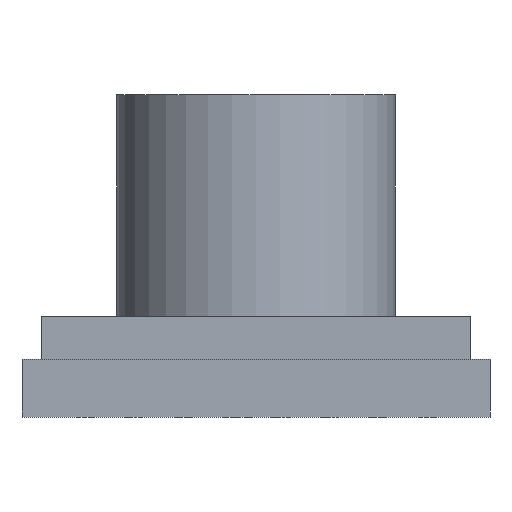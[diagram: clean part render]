
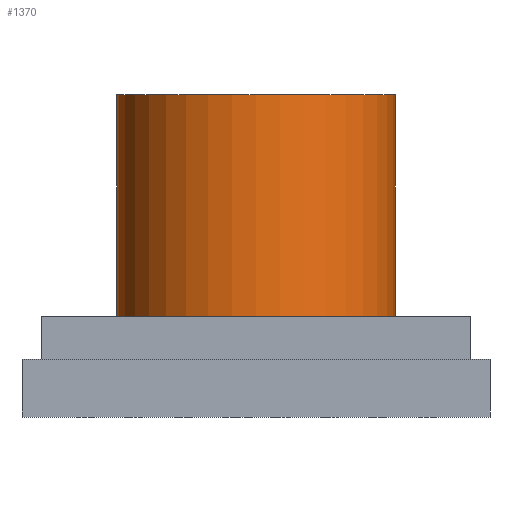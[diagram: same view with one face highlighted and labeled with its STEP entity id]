
A CAD part, front view. The second image highlights one B-rep face of the part: STEP entity #1370.
In plain terms, the highlighted cylindrical face has radius 7.25 mm (diameter 14.5 mm), a full revolution.
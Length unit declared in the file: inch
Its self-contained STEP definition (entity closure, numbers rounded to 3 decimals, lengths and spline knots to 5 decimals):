
#1174 = PLANE('',#1175);
#1175 = AXIS2_PLACEMENT_3D('',#1176,#1177,#1178);
#1176 = CARTESIAN_POINT('',(0.47885,1.02137,0.1378
    ));
#1177 = DIRECTION('',(0.,0.,1.));
#1178 = DIRECTION('',(0.,1.,0.));
#1342 = EDGE_CURVE('',#1343,#1343,#1345,.T.);
#1343 = VERTEX_POINT('',#1344);
#1344 = CARTESIAN_POINT('',(0.76457,1.02362,0.1378
    ));
#1345 = SURFACE_CURVE('',#1346,(#1351,#1358),.PCURVE_S1.);
#1346 = CIRCLE('',#1347,0.28543);
#1347 = AXIS2_PLACEMENT_3D('',#1348,#1349,#1350);
#1348 = CARTESIAN_POINT('',(0.47913,1.02362,0.1378
    ));
#1349 = DIRECTION('',(0.,0.,1.));
#1350 = DIRECTION('',(1.,0.,0.));
#1351 = PCURVE('',#1174,#1352);
#1352 = DEFINITIONAL_REPRESENTATION('',(#1353),#1357);
#1353 = CIRCLE('',#1354,0.28543);
#1354 = AXIS2_PLACEMENT_2D('',#1355,#1356);
#1355 = CARTESIAN_POINT('',(0.002,0.));
#1356 = DIRECTION('',(0.,-1.));
#1357 = ( GEOMETRIC_REPRESENTATION_CONTEXT(2) 
PARAMETRIC_REPRESENTATION_CONTEXT() REPRESENTATION_CONTEXT('2D SPACE',''
  ) );
#1358 = PCURVE('',#1359,#1364);
#1359 = CYLINDRICAL_SURFACE('',#1360,0.28543);
#1360 = AXIS2_PLACEMENT_3D('',#1361,#1362,#1363);
#1361 = CARTESIAN_POINT('',(0.47913,1.02362,0.1378
    ));
#1362 = DIRECTION('',(0.,0.,-1.));
#1363 = DIRECTION('',(1.,0.,0.));
#1364 = DEFINITIONAL_REPRESENTATION('',(#1365),#1369);
#1365 = LINE('',#1366,#1367);
#1366 = CARTESIAN_POINT('',(-0.,0.));
#1367 = VECTOR('',#1368,1.);
#1368 = DIRECTION('',(-1.,0.));
#1369 = ( GEOMETRIC_REPRESENTATION_CONTEXT(2) 
PARAMETRIC_REPRESENTATION_CONTEXT() REPRESENTATION_CONTEXT('2D SPACE',''
  ) );
#1370 = ADVANCED_FACE('',(#1371),#1359,.T.);
#1371 = FACE_BOUND('',#1372,.F.);
#1372 = EDGE_LOOP('',(#1373,#1396,#1423,#1424));
#1373 = ORIENTED_EDGE('',*,*,#1374,.T.);
#1374 = EDGE_CURVE('',#1343,#1375,#1377,.T.);
#1375 = VERTEX_POINT('',#1376);
#1376 = CARTESIAN_POINT('',(0.76457,1.02362,0.59055
    ));
#1377 = SEAM_CURVE('',#1378,(#1382,#1389),.PCURVE_S1.);
#1378 = LINE('',#1379,#1380);
#1379 = CARTESIAN_POINT('',(0.76457,1.02362,0.1378
    ));
#1380 = VECTOR('',#1381,0.03937);
#1381 = DIRECTION('',(0.,0.,1.));
#1382 = PCURVE('',#1359,#1383);
#1383 = DEFINITIONAL_REPRESENTATION('',(#1384),#1388);
#1384 = LINE('',#1385,#1386);
#1385 = CARTESIAN_POINT('',(-0.,0.));
#1386 = VECTOR('',#1387,1.);
#1387 = DIRECTION('',(-0.,-1.));
#1388 = ( GEOMETRIC_REPRESENTATION_CONTEXT(2) 
PARAMETRIC_REPRESENTATION_CONTEXT() REPRESENTATION_CONTEXT('2D SPACE',''
  ) );
#1389 = PCURVE('',#1359,#1390);
#1390 = DEFINITIONAL_REPRESENTATION('',(#1391),#1395);
#1391 = LINE('',#1392,#1393);
#1392 = CARTESIAN_POINT('',(-6.283,0.));
#1393 = VECTOR('',#1394,1.);
#1394 = DIRECTION('',(-0.,-1.));
#1395 = ( GEOMETRIC_REPRESENTATION_CONTEXT(2) 
PARAMETRIC_REPRESENTATION_CONTEXT() REPRESENTATION_CONTEXT('2D SPACE',''
  ) );
#1396 = ORIENTED_EDGE('',*,*,#1397,.T.);
#1397 = EDGE_CURVE('',#1375,#1375,#1398,.T.);
#1398 = SURFACE_CURVE('',#1399,(#1404,#1411),.PCURVE_S1.);
#1399 = CIRCLE('',#1400,0.28543);
#1400 = AXIS2_PLACEMENT_3D('',#1401,#1402,#1403);
#1401 = CARTESIAN_POINT('',(0.47913,1.02362,0.59055
    ));
#1402 = DIRECTION('',(0.,0.,1.));
#1403 = DIRECTION('',(1.,0.,0.));
#1404 = PCURVE('',#1359,#1405);
#1405 = DEFINITIONAL_REPRESENTATION('',(#1406),#1410);
#1406 = LINE('',#1407,#1408);
#1407 = CARTESIAN_POINT('',(-0.,-0.453));
#1408 = VECTOR('',#1409,1.);
#1409 = DIRECTION('',(-1.,0.));
#1410 = ( GEOMETRIC_REPRESENTATION_CONTEXT(2) 
PARAMETRIC_REPRESENTATION_CONTEXT() REPRESENTATION_CONTEXT('2D SPACE',''
  ) );
#1411 = PCURVE('',#1412,#1417);
#1412 = PLANE('',#1413);
#1413 = AXIS2_PLACEMENT_3D('',#1414,#1415,#1416);
#1414 = CARTESIAN_POINT('',(0.47913,1.02362,0.59055
    ));
#1415 = DIRECTION('',(0.,0.,1.));
#1416 = DIRECTION('',(1.,0.,0.));
#1417 = DEFINITIONAL_REPRESENTATION('',(#1418),#1422);
#1418 = CIRCLE('',#1419,0.28543);
#1419 = AXIS2_PLACEMENT_2D('',#1420,#1421);
#1420 = CARTESIAN_POINT('',(0.,0.));
#1421 = DIRECTION('',(1.,0.));
#1422 = ( GEOMETRIC_REPRESENTATION_CONTEXT(2) 
PARAMETRIC_REPRESENTATION_CONTEXT() REPRESENTATION_CONTEXT('2D SPACE',''
  ) );
#1423 = ORIENTED_EDGE('',*,*,#1374,.F.);
#1424 = ORIENTED_EDGE('',*,*,#1342,.F.);
